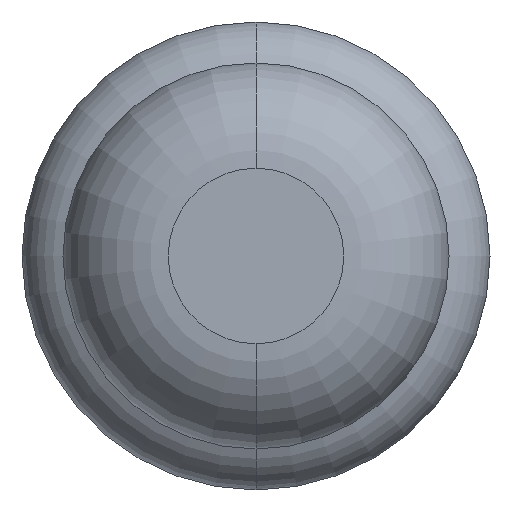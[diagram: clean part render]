
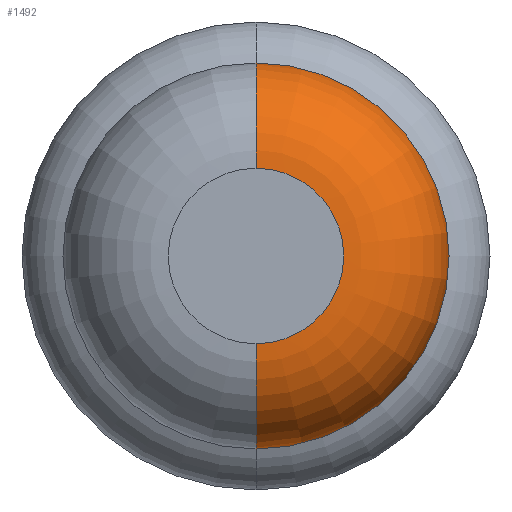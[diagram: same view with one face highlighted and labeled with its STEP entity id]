
A CAD part, front view. The second image highlights one B-rep face of the part: STEP entity #1492.
In plain terms, the highlighted toroidal (fillet/blend) face has major radius 0.375 mm and minor radius 0.45 mm.
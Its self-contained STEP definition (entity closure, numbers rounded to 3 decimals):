
#7 = DIRECTION ( 'NONE',  ( 0., 0., 1. ) ) ;
#31 = ORIENTED_EDGE ( 'NONE', *, *, #1199, .T. ) ;
#83 = CARTESIAN_POINT ( 'NONE',  ( 0., -23.55, 0. ) ) ;
#102 = DIRECTION ( 'NONE',  ( 0., 1., 0. ) ) ;
#352 = AXIS2_PLACEMENT_3D ( 'NONE', #2453, #3757, #7 ) ;
#353 = CARTESIAN_POINT ( 'NONE',  ( 0., -23.55, 0.375 ) ) ;
#354 = EDGE_LOOP ( 'NONE', ( #31, #2900, #2848, #1181 ) ) ;
#394 = VERTEX_POINT ( 'NONE', #1889 ) ;
#688 = CARTESIAN_POINT ( 'NONE',  ( 0., -24., 0.375 ) ) ;
#724 = CIRCLE ( 'NONE', #2768, 0.825 ) ;
#826 = TOROIDAL_SURFACE ( 'NONE', #3440, 0.375, 0.45 ) ;
#837 = AXIS2_PLACEMENT_3D ( 'NONE', #353, #2517, #1605 ) ;
#1181 = ORIENTED_EDGE ( 'NONE', *, *, #1702, .F. ) ;
#1199 = EDGE_CURVE ( 'Defeature ausgef�hrt1_6+Defeature ausgef�hrt1_5+Defeature ausgef�hrt1_5+Defeature ausgef�hrt1_5', #1440, #2150, #3671, .T. ) ;
#1332 = DIRECTION ( 'NONE',  ( 0., 0., 1. ) ) ;
#1440 = VERTEX_POINT ( 'NONE', #688 ) ;
#1464 = CIRCLE ( 'NONE', #837, 0.45 ) ;
#1492 = ADVANCED_FACE ( 'Defeature ausgef�hrt1_6', ( #2739 ), #826, .T. ) ;
#1605 = DIRECTION ( 'NONE',  ( 0., 0., 1. ) ) ;
#1696 = CARTESIAN_POINT ( 'NONE',  ( 0., -23.55, -0.375 ) ) ;
#1702 = EDGE_CURVE ( 'NONE', #1440, #394, #1464, .T. ) ;
#1889 = CARTESIAN_POINT ( 'NONE',  ( 0., -23.55, 0.825 ) ) ;
#2100 = CARTESIAN_POINT ( 'NONE',  ( 0., -24., -0.375 ) ) ;
#2150 = VERTEX_POINT ( 'NONE', #2100 ) ;
#2453 = CARTESIAN_POINT ( 'NONE',  ( 0., -24., 0. ) ) ;
#2517 = DIRECTION ( 'NONE',  ( -1., 0., 0. ) ) ;
#2599 = DIRECTION ( 'NONE',  ( 0., 0., -1. ) ) ;
#2664 = VERTEX_POINT ( 'NONE', #2756 ) ;
#2739 = FACE_OUTER_BOUND ( 'NONE', #354, .T. ) ;
#2756 = CARTESIAN_POINT ( 'NONE',  ( 0., -23.55, -0.825 ) ) ;
#2768 = AXIS2_PLACEMENT_3D ( 'NONE', #83, #102, #1332 ) ;
#2848 = ORIENTED_EDGE ( 'NONE', *, *, #3354, .F. ) ;
#2900 = ORIENTED_EDGE ( 'NONE', *, *, #3380, .T. ) ;
#3079 = CIRCLE ( 'NONE', #3191, 0.45 ) ;
#3191 = AXIS2_PLACEMENT_3D ( 'NONE', #1696, #3865, #2599 ) ;
#3354 = EDGE_CURVE ( 'Defeature ausgef�hrt1_7+Defeature ausgef�hrt1_6+Defeature ausgef�hrt1_6+Defeature ausgef�hrt1_6', #394, #2664, #724, .T. ) ;
#3380 = EDGE_CURVE ( 'NONE', #2150, #2664, #3079, .T. ) ;
#3440 = AXIS2_PLACEMENT_3D ( 'NONE', #3951, #3670, #3976 ) ;
#3670 = DIRECTION ( 'NONE',  ( 0., 1., 0. ) ) ;
#3671 = CIRCLE ( 'NONE', #352, 0.375 ) ;
#3757 = DIRECTION ( 'NONE',  ( 0., 1., 0. ) ) ;
#3865 = DIRECTION ( 'NONE',  ( 1., 0., 0. ) ) ;
#3951 = CARTESIAN_POINT ( 'NONE',  ( 0., -23.55, 0. ) ) ;
#3976 = DIRECTION ( 'NONE',  ( 0., 0., 1. ) ) ;
